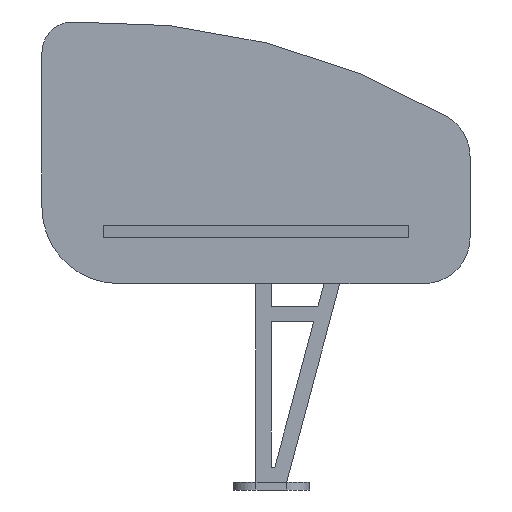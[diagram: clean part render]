
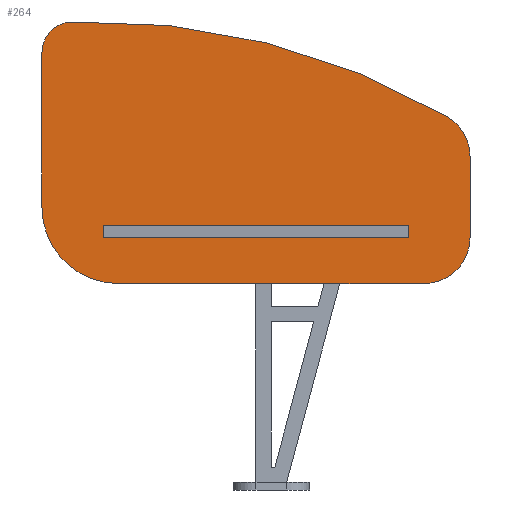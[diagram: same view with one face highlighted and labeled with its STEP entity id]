
A CAD part, left-side view. The second image highlights one B-rep face of the part: STEP entity #264.
In plain terms, the highlighted planar face has unit normal (-1, 0, 0).
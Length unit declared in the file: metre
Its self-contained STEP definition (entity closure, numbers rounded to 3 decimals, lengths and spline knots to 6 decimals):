
#264 = ADVANCED_FACE( '', ( #452 ), #453, .F. );
#452 = FACE_OUTER_BOUND( '', #650, .T. );
#453 = PLANE( '', #651 );
#650 = EDGE_LOOP( '', ( #1299, #1300, #1301, #1302, #1303, #1304, #1305, #1306 ) );
#651 = AXIS2_PLACEMENT_3D( '', #1307, #1308, #1309 );
#1299 = ORIENTED_EDGE( '', *, *, #1572, .F. );
#1300 = ORIENTED_EDGE( '', *, *, #1583, .F. );
#1301 = ORIENTED_EDGE( '', *, *, #1581, .F. );
#1302 = ORIENTED_EDGE( '', *, *, #1579, .F. );
#1303 = ORIENTED_EDGE( '', *, *, #1577, .F. );
#1304 = ORIENTED_EDGE( '', *, *, #1575, .F. );
#1305 = ORIENTED_EDGE( '', *, *, #1573, .F. );
#1306 = ORIENTED_EDGE( '', *, *, #1560, .F. );
#1307 = CARTESIAN_POINT( '', ( -0.9, -0.002902, -0.085532 ) );
#1308 = DIRECTION( '', ( 1., 0., 0. ) );
#1309 = DIRECTION( '', ( 0., 0.707, 0.707 ) );
#1560 = EDGE_CURVE( '', #1892, #1893, #1894, .T. );
#1572 = EDGE_CURVE( '', #1913, #1892, #1915, .T. );
#1573 = EDGE_CURVE( '', #1893, #1916, #1917, .T. );
#1575 = EDGE_CURVE( '', #1916, #1919, #1920, .T. );
#1577 = EDGE_CURVE( '', #1919, #1922, #1923, .T. );
#1579 = EDGE_CURVE( '', #1922, #1925, #1926, .T. );
#1581 = EDGE_CURVE( '', #1925, #1928, #1929, .T. );
#1583 = EDGE_CURVE( '', #1928, #1913, #1931, .T. );
#1892 = VERTEX_POINT( '', #2636 );
#1893 = VERTEX_POINT( '', #2637 );
#1894 = CIRCLE( '', #2638, 0.457029 );
#1913 = VERTEX_POINT( '', #2662 );
#1915 = CIRCLE( '', #2665, 0.02 );
#1916 = VERTEX_POINT( '', #2666 );
#1917 = CIRCLE( '', #2667, 0.03 );
#1919 = VERTEX_POINT( '', #2670 );
#1920 = LINE( '', #2671, #2672 );
#1922 = VERTEX_POINT( '', #2675 );
#1923 = CIRCLE( '', #2676, 0.03 );
#1925 = VERTEX_POINT( '', #2679 );
#1926 = LINE( '', #2680, #2681 );
#1928 = VERTEX_POINT( '', #2684 );
#1929 = CIRCLE( '', #2685, 0.05 );
#1931 = LINE( '', #2688, #2689 );
#2636 = CARTESIAN_POINT( '', ( -0.9, 0.120678, 0.001066 ) );
#2637 = CARTESIAN_POINT( '', ( -0.9, -0.125117, -0.060933 ) );
#2638 = AXIS2_PLACEMENT_3D( '', #2968, #2969, #2970 );
#2662 = CARTESIAN_POINT( '', ( -0.9, 0.14, -0.018923 ) );
#2665 = AXIS2_PLACEMENT_3D( '', #2992, #2993, #2994 );
#2666 = CARTESIAN_POINT( '', ( -0.9, -0.14, -0.086846 ) );
#2667 = AXIS2_PLACEMENT_3D( '', #2995, #2996, #2997 );
#2670 = CARTESIAN_POINT( '', ( -0.9, -0.14, -0.14 ) );
#2671 = CARTESIAN_POINT( '', ( -0.9, -0.14, -0.086846 ) );
#2672 = VECTOR( '', #2999, 1. );
#2675 = CARTESIAN_POINT( '', ( -0.9, -0.11, -0.17 ) );
#2676 = AXIS2_PLACEMENT_3D( '', #3001, #3002, #3003 );
#2679 = CARTESIAN_POINT( '', ( -0.9, 0.09, -0.17 ) );
#2680 = CARTESIAN_POINT( '', ( -0.9, -0.11, -0.17 ) );
#2681 = VECTOR( '', #3005, 1. );
#2684 = CARTESIAN_POINT( '', ( -0.9, 0.14, -0.12 ) );
#2685 = AXIS2_PLACEMENT_3D( '', #3007, #3008, #3009 );
#2688 = CARTESIAN_POINT( '', ( -0.9, 0.14, -0.12 ) );
#2689 = VECTOR( '', #3011, 1. );
#2968 = CARTESIAN_POINT( '', ( -0.9, 0.105175, -0.4557 ) );
#2969 = DIRECTION( '', ( 1., 0., 0. ) );
#2970 = DIRECTION( '', ( 0., 0.034, 0.999 ) );
#2992 = CARTESIAN_POINT( '', ( -0.9, 0.12, -0.018923 ) );
#2993 = DIRECTION( '', ( 1., 0., 0. ) );
#2994 = DIRECTION( '', ( 0., 1., 0. ) );
#2995 = CARTESIAN_POINT( '', ( -0.9, -0.11, -0.086846 ) );
#2996 = DIRECTION( '', ( 1., 0., 0. ) );
#2997 = DIRECTION( '', ( 0., -0.504, 0.864 ) );
#2999 = DIRECTION( '', ( 0., 0., -1. ) );
#3001 = CARTESIAN_POINT( '', ( -0.9, -0.11, -0.14 ) );
#3002 = DIRECTION( '', ( 1., 0., 0. ) );
#3003 = DIRECTION( '', ( 0., -1., 0. ) );
#3005 = DIRECTION( '', ( 0., 1., 0. ) );
#3007 = CARTESIAN_POINT( '', ( -0.9, 0.09, -0.12 ) );
#3008 = DIRECTION( '', ( 1., 0., 0. ) );
#3009 = DIRECTION( '', ( 0., 0., -1. ) );
#3011 = DIRECTION( '', ( 0., 0., 1. ) );
